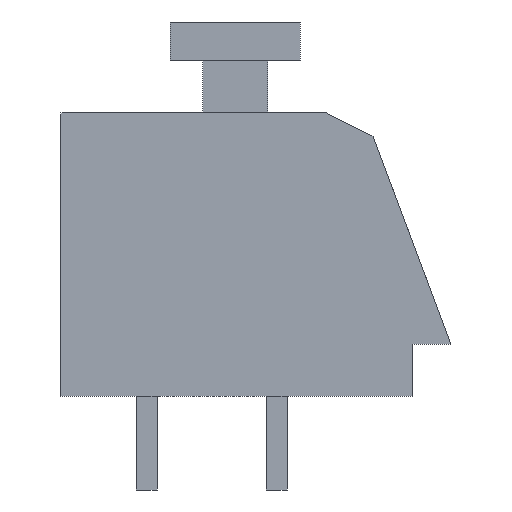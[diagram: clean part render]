
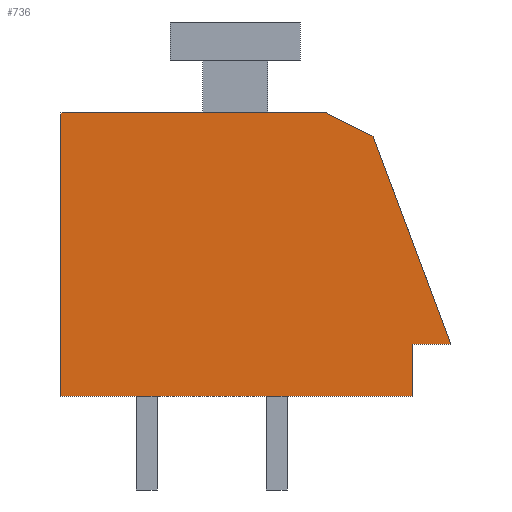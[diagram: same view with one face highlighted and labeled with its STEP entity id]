
A CAD part, front view. The second image highlights one B-rep face of the part: STEP entity #736.
In plain terms, the highlighted planar face has unit normal (0, -1, 0).
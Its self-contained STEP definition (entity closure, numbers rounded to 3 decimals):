
#79=PLANE('',#812);
#122=FACE_OUTER_BOUND('',#167,.T.);
#167=EDGE_LOOP('',(#680,#681,#682,#683,#684,#685,#686));
#241=LINE('',#1174,#332);
#244=LINE('',#1180,#335);
#247=LINE('',#1186,#338);
#250=LINE('',#1192,#341);
#253=LINE('',#1198,#344);
#256=LINE('',#1204,#347);
#259=LINE('',#1208,#350);
#332=VECTOR('',#969,10.);
#335=VECTOR('',#974,10.);
#338=VECTOR('',#979,10.);
#341=VECTOR('',#984,10.);
#344=VECTOR('',#989,10.);
#347=VECTOR('',#994,10.);
#350=VECTOR('',#999,10.);
#403=VERTEX_POINT('',#1171);
#404=VERTEX_POINT('',#1173);
#406=VERTEX_POINT('',#1179);
#408=VERTEX_POINT('',#1185);
#410=VERTEX_POINT('',#1191);
#412=VERTEX_POINT('',#1197);
#414=VERTEX_POINT('',#1203);
#489=EDGE_CURVE('',#404,#403,#241,.T.);
#492=EDGE_CURVE('',#406,#404,#244,.T.);
#495=EDGE_CURVE('',#408,#406,#247,.T.);
#498=EDGE_CURVE('',#410,#408,#250,.T.);
#501=EDGE_CURVE('',#412,#410,#253,.T.);
#504=EDGE_CURVE('',#414,#412,#256,.T.);
#507=EDGE_CURVE('',#403,#414,#259,.T.);
#680=ORIENTED_EDGE('',*,*,#507,.T.);
#681=ORIENTED_EDGE('',*,*,#504,.T.);
#682=ORIENTED_EDGE('',*,*,#501,.T.);
#683=ORIENTED_EDGE('',*,*,#498,.T.);
#684=ORIENTED_EDGE('',*,*,#495,.T.);
#685=ORIENTED_EDGE('',*,*,#492,.T.);
#686=ORIENTED_EDGE('',*,*,#489,.T.);
#736=ADVANCED_FACE('',(#122),#79,.T.);
#812=AXIS2_PLACEMENT_3D('',#1209,#1000,#1001);
#969=DIRECTION('',(-1.,0.,0.));
#974=DIRECTION('',(-0.894,0.,0.447));
#979=DIRECTION('',(-0.351,0.,0.936));
#984=DIRECTION('',(1.,0.,0.));
#989=DIRECTION('',(0.,0.,1.));
#994=DIRECTION('',(1.,0.,0.));
#999=DIRECTION('',(0.,0.,-1.));
#1000=DIRECTION('center_axis',(0.,-1.,0.));
#1001=DIRECTION('ref_axis',(0.,0.,-1.));
#1171=CARTESIAN_POINT('',(0.,-4.,10.9));
#1173=CARTESIAN_POINT('',(10.2,-4.,10.9));
#1174=CARTESIAN_POINT('',(10.2,-4.,10.9));
#1179=CARTESIAN_POINT('',(12.,-4.,10.));
#1180=CARTESIAN_POINT('',(12.,-4.,10.));
#1185=CARTESIAN_POINT('',(15.,-4.,2.));
#1186=CARTESIAN_POINT('',(15.,-4.,2.));
#1191=CARTESIAN_POINT('',(13.5,-4.,2.));
#1192=CARTESIAN_POINT('',(13.5,-4.,2.));
#1197=CARTESIAN_POINT('',(13.5,-4.,0.));
#1198=CARTESIAN_POINT('',(13.5,-4.,0.));
#1203=CARTESIAN_POINT('',(0.,-4.,0.));
#1204=CARTESIAN_POINT('',(0.,-4.,0.));
#1208=CARTESIAN_POINT('',(0.,-4.,10.9));
#1209=CARTESIAN_POINT('Origin',(7.5,-4.,5.45));
